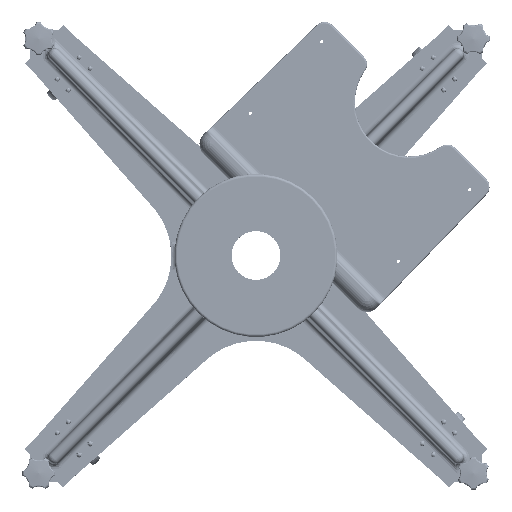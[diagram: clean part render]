
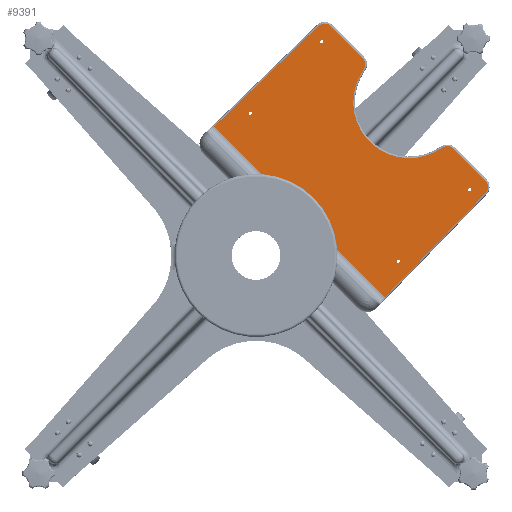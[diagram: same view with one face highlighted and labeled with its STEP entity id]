
A CAD part, top view. The second image highlights one B-rep face of the part: STEP entity #9391.
In plain terms, the highlighted planar face has unit normal (0, 0, 1).
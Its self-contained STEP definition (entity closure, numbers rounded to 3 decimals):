
#9391=ADVANCED_FACE('',(#21979,#21980,#21981,#21982,#21983),#21984,.T.);
#21979=FACE_BOUND('',#68271,.T.);
#21980=FACE_BOUND('',#68272,.T.);
#21981=FACE_BOUND('',#68273,.T.);
#21982=FACE_BOUND('',#68274,.T.);
#21983=FACE_OUTER_BOUND('',#68275,.T.);
#21984=PLANE('',#68276);
#68271=EDGE_LOOP('',(#148684));
#68272=EDGE_LOOP('',(#148685));
#68273=EDGE_LOOP('',(#148686));
#68274=EDGE_LOOP('',(#148687));
#68275=EDGE_LOOP('',(#148688,#148689,#148690,#148691,#148692,#148693,#148694,#148695,#148696,#148697));
#68276=AXIS2_PLACEMENT_3D('',#148698,#148699,#148700);
#148684=ORIENTED_EDGE('',*,*,#185388,.F.);
#148685=ORIENTED_EDGE('',*,*,#185389,.F.);
#148686=ORIENTED_EDGE('',*,*,#182702,.F.);
#148687=ORIENTED_EDGE('',*,*,#180484,.F.);
#148688=ORIENTED_EDGE('',*,*,#180561,.T.);
#148689=ORIENTED_EDGE('',*,*,#185390,.T.);
#148690=ORIENTED_EDGE('',*,*,#185391,.T.);
#148691=ORIENTED_EDGE('',*,*,#185392,.T.);
#148692=ORIENTED_EDGE('',*,*,#185393,.T.);
#148693=ORIENTED_EDGE('',*,*,#181324,.T.);
#148694=ORIENTED_EDGE('',*,*,#185394,.T.);
#148695=ORIENTED_EDGE('',*,*,#185395,.T.);
#148696=ORIENTED_EDGE('',*,*,#182801,.T.);
#148697=ORIENTED_EDGE('',*,*,#185396,.T.);
#148698=CARTESIAN_POINT('',(-425.473,19.444,28.0));
#148699=DIRECTION('',(0.0,0.0,1.0));
#148700=DIRECTION('',(1.0,0.0,0.0));
#180484=EDGE_CURVE('',#201634,#201634,#201635,.T.);
#180561=EDGE_CURVE('',#201761,#201762,#201763,.T.);
#181324=EDGE_CURVE('',#203043,#203041,#203044,.F.);
#182702=EDGE_CURVE('',#205276,#205276,#205277,.T.);
#182801=EDGE_CURVE('',#205435,#205432,#205436,.T.);
#185388=EDGE_CURVE('',#209522,#209522,#209523,.T.);
#185389=EDGE_CURVE('',#209524,#209524,#209525,.T.);
#185390=EDGE_CURVE('',#201762,#209526,#209527,.T.);
#185391=EDGE_CURVE('',#209526,#209528,#209529,.T.);
#185392=EDGE_CURVE('',#209528,#209530,#209531,.T.);
#185393=EDGE_CURVE('',#209530,#203043,#209532,.T.);
#185394=EDGE_CURVE('',#203041,#209533,#209534,.T.);
#185395=EDGE_CURVE('',#209533,#205435,#209535,.T.);
#185396=EDGE_CURVE('',#205432,#201761,#209536,.T.);
#201634=VERTEX_POINT('',#251501);
#201635=CIRCLE('',#251502,3.);
#201761=VERTEX_POINT('',#252449);
#201762=VERTEX_POINT('',#252450);
#201763=LINE('',#252451,#252452);
#203041=VERTEX_POINT('',#257223);
#203043=VERTEX_POINT('',#257225);
#203044=CIRCLE('',#257226,103.0);
#205276=VERTEX_POINT('',#266404);
#205277=CIRCLE('',#266405,3.);
#205432=VERTEX_POINT('',#266996);
#205435=VERTEX_POINT('',#266999);
#205436=CIRCLE('',#267000,17.0);
#209522=VERTEX_POINT('',#285511);
#209523=CIRCLE('',#285512,3.);
#209524=VERTEX_POINT('',#285513);
#209525=CIRCLE('',#285514,3.);
#209526=VERTEX_POINT('',#285515);
#209527=LINE('',#285516,#285517);
#209528=VERTEX_POINT('',#285518);
#209529=CIRCLE('',#285519,17.0);
#209530=VERTEX_POINT('',#285520);
#209531=LINE('',#285521,#285522);
#209532=CIRCLE('',#285523,17.0);
#209533=VERTEX_POINT('',#285524);
#209534=CIRCLE('',#285525,17.0);
#209535=LINE('',#285526,#285527);
#209536=LINE('',#285528,#285529);
#251501=CARTESIAN_POINT('',(-4.736,98.444,28.0));
#251502=AXIS2_PLACEMENT_3D('',#346489,#346490,#346491);
#252449=CARTESIAN_POINT('',(-422.211,34.444,28.0));
#252450=CARTESIAN_POINT('',(21.738,34.444,28.0));
#252451=CARTESIAN_POINT('',(-425.473,34.444,28.0));
#252452=VECTOR('',#346566,1.0);
#257223=CARTESIAN_POINT('',(-301.796,302.278,28.0));
#257225=CARTESIAN_POINT('',(-98.677,302.278,28.0));
#257226=AXIS2_PLACEMENT_3D('',#347360,#347361,#347362);
#266404=CARTESIAN_POINT('',(-4.736,284.444,28.0));
#266405=AXIS2_PLACEMENT_3D('',#348778,#348779,#348780);
#266996=CARTESIAN_POINT('',(-417.58,299.741,28.0));
#266999=CARTESIAN_POINT('',(-400.583,316.444,28.0));
#267000=AXIS2_PLACEMENT_3D('',#348870,#348871,#348872);
#285511=CARTESIAN_POINT('',(-389.737,98.444,28.0));
#285512=AXIS2_PLACEMENT_3D('',#351464,#351465,#351466);
#285513=CARTESIAN_POINT('',(-389.737,284.444,28.0));
#285514=AXIS2_PLACEMENT_3D('',#351467,#351468,#351469);
#285515=CARTESIAN_POINT('',(17.107,299.741,28.0));
#285516=CARTESIAN_POINT('',(17.107,299.741,28.0));
#285517=VECTOR('',#351470,1.0);
#285518=CARTESIAN_POINT('',(0.11,316.444,28.0));
#285519=AXIS2_PLACEMENT_3D('',#351471,#351472,#351473);
#285520=CARTESIAN_POINT('',(-81.915,316.444,28.0));
#285521=CARTESIAN_POINT('',(-81.915,316.444,28.0));
#285522=VECTOR('',#351474,1.0);
#285523=AXIS2_PLACEMENT_3D('',#351475,#351476,#351477);
#285524=CARTESIAN_POINT('',(-318.558,316.444,28.0));
#285525=AXIS2_PLACEMENT_3D('',#351478,#351479,#351480);
#285526=CARTESIAN_POINT('',(-400.583,316.444,28.0));
#285527=VECTOR('',#351481,1.0);
#285528=CARTESIAN_POINT('',(-422.212,34.392,28.0));
#285529=VECTOR('',#351482,1.0);
#346489=CARTESIAN_POINT('',(-7.736,98.444,28.0));
#346490=DIRECTION('',(0.0,0.0,1.0));
#346491=DIRECTION('',(1.0,0.0,0.0));
#346566=DIRECTION('',(1.0,0.0,0.0));
#347360=CARTESIAN_POINT('',(-200.237,319.444,28.0));
#347361=DIRECTION('',(0.0,0.0,1.0));
#347362=DIRECTION('',(1.0,0.0,0.0));
#348778=CARTESIAN_POINT('',(-7.736,284.444,28.0));
#348779=DIRECTION('',(0.0,0.0,1.0));
#348780=DIRECTION('',(1.0,0.0,0.0));
#348870=CARTESIAN_POINT('',(-400.583,299.444,28.0));
#348871=DIRECTION('',(0.0,0.0,1.0));
#348872=DIRECTION('',(1.0,0.0,0.0));
#351464=CARTESIAN_POINT('',(-392.737,98.444,28.0));
#351465=DIRECTION('',(0.0,0.0,1.0));
#351466=DIRECTION('',(1.0,0.0,0.0));
#351467=CARTESIAN_POINT('',(-392.737,284.444,28.0));
#351468=DIRECTION('',(0.0,0.0,1.0));
#351469=DIRECTION('',(1.0,0.0,0.0));
#351470=DIRECTION('',(-0.017,1.,0.0));
#351471=CARTESIAN_POINT('',(0.11,299.444,28.0));
#351472=DIRECTION('',(0.0,0.0,1.0));
#351473=DIRECTION('',(1.0,0.0,0.0));
#351474=DIRECTION('',(-1.0,0.0,0.0));
#351475=CARTESIAN_POINT('',(-81.915,299.444,28.0));
#351476=DIRECTION('',(0.0,0.0,1.0));
#351477=DIRECTION('',(1.0,0.0,0.0));
#351478=CARTESIAN_POINT('',(-318.558,299.444,28.0));
#351479=DIRECTION('',(0.0,0.0,1.0));
#351480=DIRECTION('',(1.0,0.0,0.0));
#351481=DIRECTION('',(-1.0,0.0,0.0));
#351482=DIRECTION('',(-0.017,-1.,0.0));
